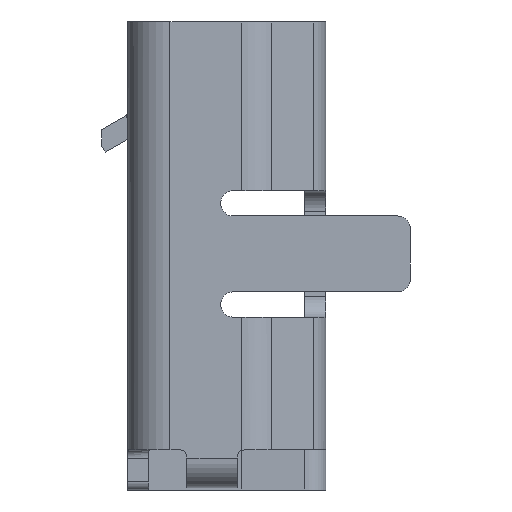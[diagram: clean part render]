
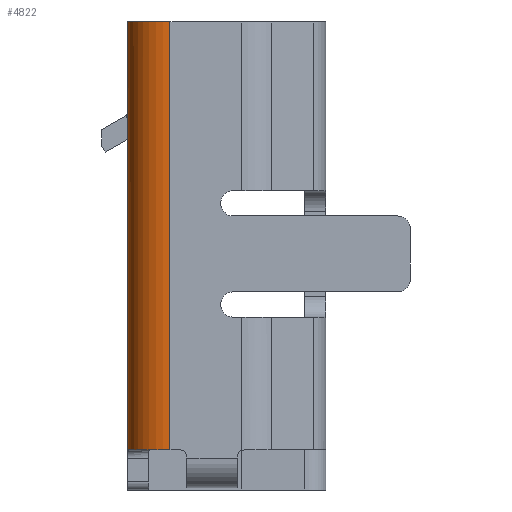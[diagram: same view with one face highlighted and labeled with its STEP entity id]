
A CAD part, left-side view. The second image highlights one B-rep face of the part: STEP entity #4822.
In plain terms, the highlighted cylindrical face has radius 0.5 mm (diameter 1 mm), a partial arc.
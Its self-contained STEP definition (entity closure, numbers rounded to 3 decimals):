
#36 = LINE ( 'NONE', #2094, #4442 ) ;
#126 = EDGE_CURVE ( 'NONE', #2820, #7547, #9945, .T. ) ;
#273 = VERTEX_POINT ( 'NONE', #7731 ) ;
#281 = DIRECTION ( 'NONE',  ( 0., 0., -1. ) ) ;
#534 = AXIS2_PLACEMENT_3D ( 'NONE', #8331, #11407, #3256 ) ;
#672 = VERTEX_POINT ( 'NONE', #4560 ) ;
#1013 = DIRECTION ( 'NONE',  ( 0., 0., 1. ) ) ;
#1266 = CARTESIAN_POINT ( 'NONE',  ( -3.2, 2.35, -2.374 ) ) ;
#1304 = DIRECTION ( 'NONE',  ( 1., 0., 0. ) ) ;
#1768 = CARTESIAN_POINT ( 'NONE',  ( -3.3, 2.34, -2.3 ) ) ;
#2050 = ORIENTED_EDGE ( 'NONE', *, *, #10895, .F. ) ;
#2084 = VECTOR ( 'NONE', #1013, 1000. ) ;
#2094 = CARTESIAN_POINT ( 'NONE',  ( -3.2, 2.35, 0.025 ) ) ;
#2820 = VERTEX_POINT ( 'NONE', #1768 ) ;
#3256 = DIRECTION ( 'NONE',  ( -1., 0., 0. ) ) ;
#3363 = EDGE_CURVE ( 'NONE', #273, #672, #4374, .T. ) ;
#3454 = ORIENTED_EDGE ( 'NONE', *, *, #6421, .F. ) ;
#4374 = LINE ( 'NONE', #13378, #2084 ) ;
#4442 = VECTOR ( 'NONE', #4997, 1000. ) ;
#4560 = CARTESIAN_POINT ( 'NONE',  ( -3.7, 1.85, 2.775 ) ) ;
#4822 = ADVANCED_FACE ( 'NONE', ( #8501 ), #10248, .T. ) ;
#4997 = DIRECTION ( 'NONE',  ( 0., 0., 1. ) ) ;
#5290 = CARTESIAN_POINT ( 'NONE',  ( -3.2, 2.35, -2.4 ) ) ;
#5772 = AXIS2_PLACEMENT_3D ( 'NONE', #12109, #7353, #9471 ) ;
#5877 = CIRCLE ( 'NONE', #12067, 0.5 ) ;
#6407 = CARTESIAN_POINT ( 'NONE',  ( -3.2, 1.85, -2.3 ) ) ;
#6421 = EDGE_CURVE ( 'NONE', #273, #2820, #5877, .T. ) ;
#6861 = EDGE_CURVE ( 'NONE', #7547, #7486, #36, .T. ) ;
#7353 = DIRECTION ( 'NONE',  ( 0., 0., 1. ) ) ;
#7486 = VERTEX_POINT ( 'NONE', #9366 ) ;
#7547 = VERTEX_POINT ( 'NONE', #11439 ) ;
#7577 = ORIENTED_EDGE ( 'NONE', *, *, #126, .F. ) ;
#7691 = EDGE_LOOP ( 'NONE', ( #7577, #3454, #10275, #2050, #11635 ) ) ;
#7731 = CARTESIAN_POINT ( 'NONE',  ( -3.7, 1.85, -2.3 ) ) ;
#8331 = CARTESIAN_POINT ( 'NONE',  ( -3.2, 1.85, 2.775 ) ) ;
#8501 = FACE_OUTER_BOUND ( 'NONE', #7691, .T. ) ;
#9366 = CARTESIAN_POINT ( 'NONE',  ( -3.2, 2.35, 2.775 ) ) ;
#9471 = DIRECTION ( 'NONE',  ( 1., 0., 0. ) ) ;
#9619 = CARTESIAN_POINT ( 'NONE',  ( -3.211, 2.35, -2.347 ) ) ;
#9945 = B_SPLINE_CURVE_WITH_KNOTS ( 'NONE', 3,
 ( #11326, #12344, #10522, #9619, #1266, #5290 ),
 .UNSPECIFIED., .F., .F.,
 ( 4, 2, 4 ),
 ( 0., 0.5, 1. ),
 .UNSPECIFIED. ) ;
#10248 = CYLINDRICAL_SURFACE ( 'NONE', #5772, 0.5 ) ;
#10275 = ORIENTED_EDGE ( 'NONE', *, *, #3363, .T. ) ;
#10522 = CARTESIAN_POINT ( 'NONE',  ( -3.248, 2.348, -2.311 ) ) ;
#10649 = CIRCLE ( 'NONE', #534, 0.5 ) ;
#10895 = EDGE_CURVE ( 'NONE', #7486, #672, #10649, .T. ) ;
#11326 = CARTESIAN_POINT ( 'NONE',  ( -3.3, 2.34, -2.3 ) ) ;
#11407 = DIRECTION ( 'NONE',  ( 0., 0., 1. ) ) ;
#11439 = CARTESIAN_POINT ( 'NONE',  ( -3.2, 2.35, -2.4 ) ) ;
#11635 = ORIENTED_EDGE ( 'NONE', *, *, #6861, .F. ) ;
#12067 = AXIS2_PLACEMENT_3D ( 'NONE', #6407, #281, #1304 ) ;
#12109 = CARTESIAN_POINT ( 'NONE',  ( -3.2, 1.85, 0.025 ) ) ;
#12344 = CARTESIAN_POINT ( 'NONE',  ( -3.274, 2.345, -2.3 ) ) ;
#13378 = CARTESIAN_POINT ( 'NONE',  ( -3.7, 1.85, 0.025 ) ) ;
